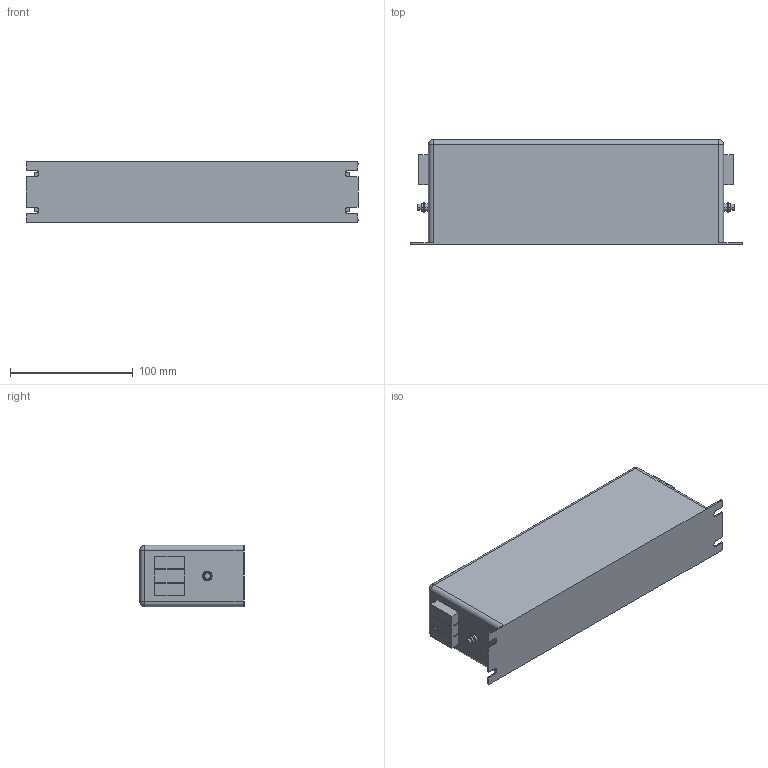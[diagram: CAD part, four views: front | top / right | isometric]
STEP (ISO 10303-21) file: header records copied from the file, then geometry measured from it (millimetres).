
FILE_DESCRIPTION (( 'STEP AP214' ), '1' );
FILE_NAME ('EFC_KFLLD3MH_L240W50H85L1255L2270W130.STEP', '2018-09-24T20:29:24', ( '' ), ( '' ), 'SwSTEP 2.0', 'SolidWorks 2014', '' );
FILE_SCHEMA (( 'AUTOMOTIVE_DESIGN' ));
Length unit declared in the file: millimetre
Products named in the file (1): EFC_KFLLD3MH_L240W50H85L1255L2270W130
Bounding box: 270 x 85 x 50 mm (x, y, z)
Volume: 1030341.5 mm3; surface area: 79011.6 mm2
Topology: 4 solids, 4 shells, 153 faces, 385 edges, 250 vertices
Faces by surface type: plane 117, cylinder 32, sphere 4
Entity records: 5620 total; most frequent: CARTESIAN_POINT 785, ORIENTED_EDGE 762, DIRECTION 753, EDGE_CURVE 381, VECTOR 317, LINE 317, VERTEX_POINT 250, AXIS2_PLACEMENT_3D 218
